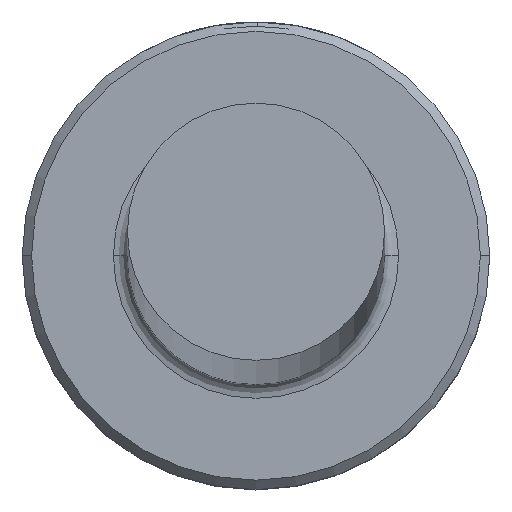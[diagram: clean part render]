
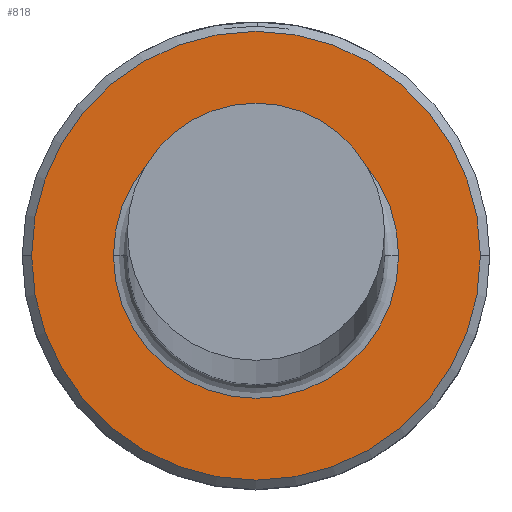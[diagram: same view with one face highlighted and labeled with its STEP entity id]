
A CAD part, top view. The second image highlights one B-rep face of the part: STEP entity #818.
In plain terms, the highlighted planar face has unit normal (0, 0, 1).
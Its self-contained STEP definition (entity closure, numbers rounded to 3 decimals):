
#35 = EDGE_CURVE ( 'NONE', #1012, #961, #619, .T. ) ;
#60 = DIRECTION ( 'NONE',  ( 1., 0., 0. ) ) ;
#61 = CIRCLE ( 'NONE', #441, 4.8 ) ;
#75 = CIRCLE ( 'NONE', #335, 3.05 ) ;
#84 = AXIS2_PLACEMENT_3D ( 'NONE', #833, #313, #924 ) ;
#88 = CIRCLE ( 'NONE', #84, 3.05 ) ;
#131 = DIRECTION ( 'NONE',  ( 1., 0., 0. ) ) ;
#147 = CARTESIAN_POINT ( 'NONE',  ( 0., 0., 6. ) ) ;
#242 = DIRECTION ( 'NONE',  ( -1., 0., 0. ) ) ;
#298 = FACE_BOUND ( 'NONE', #354, .T. ) ;
#300 = CARTESIAN_POINT ( 'NONE',  ( -3.05, 0., 6. ) ) ;
#312 = AXIS2_PLACEMENT_3D ( 'NONE', #391, #655, #131 ) ;
#313 = DIRECTION ( 'NONE',  ( 0., 0., -1. ) ) ;
#335 = AXIS2_PLACEMENT_3D ( 'NONE', #147, #766, #242 ) ;
#345 = EDGE_CURVE ( 'NONE', #746, #1112, #88, .T. ) ;
#354 = EDGE_LOOP ( 'NONE', ( #526, #486 ) ) ;
#391 = CARTESIAN_POINT ( 'NONE',  ( 0., 0., 6. ) ) ;
#423 = EDGE_CURVE ( 'NONE', #1112, #746, #75, .T. ) ;
#441 = AXIS2_PLACEMENT_3D ( 'NONE', #1130, #595, #60 ) ;
#464 = DIRECTION ( 'NONE',  ( 1., 0., 0. ) ) ;
#468 = DIRECTION ( 'NONE',  ( 0., 0., 1. ) ) ;
#482 = EDGE_CURVE ( 'NONE', #961, #1012, #61, .T. ) ;
#486 = ORIENTED_EDGE ( 'NONE', *, *, #423, .T. ) ;
#526 = ORIENTED_EDGE ( 'NONE', *, *, #345, .T. ) ;
#543 = CARTESIAN_POINT ( 'NONE',  ( 4.8, 0., 6. ) ) ;
#544 = CARTESIAN_POINT ( 'NONE',  ( 0., 0., 6. ) ) ;
#595 = DIRECTION ( 'NONE',  ( 0., 0., 1. ) ) ;
#619 = CIRCLE ( 'NONE', #1068, 4.8 ) ;
#655 = DIRECTION ( 'NONE',  ( 0., 0., 1. ) ) ;
#746 = VERTEX_POINT ( 'NONE', #300 ) ;
#766 = DIRECTION ( 'NONE',  ( 0., 0., -1. ) ) ;
#796 = ORIENTED_EDGE ( 'NONE', *, *, #482, .T. ) ;
#818 = ADVANCED_FACE ( 'NONE', ( #997, #298 ), #825, .T. ) ;
#822 = CARTESIAN_POINT ( 'NONE',  ( -4.8, 0., 6. ) ) ;
#825 = PLANE ( 'NONE',  #312 ) ;
#833 = CARTESIAN_POINT ( 'NONE',  ( 0., 0., 6. ) ) ;
#858 = ORIENTED_EDGE ( 'NONE', *, *, #35, .T. ) ;
#924 = DIRECTION ( 'NONE',  ( -1., 0., 0. ) ) ;
#961 = VERTEX_POINT ( 'NONE', #543 ) ;
#987 = CARTESIAN_POINT ( 'NONE',  ( 3.05, 0., 6. ) ) ;
#997 = FACE_OUTER_BOUND ( 'NONE', #1043, .T. ) ;
#1012 = VERTEX_POINT ( 'NONE', #822 ) ;
#1043 = EDGE_LOOP ( 'NONE', ( #858, #796 ) ) ;
#1068 = AXIS2_PLACEMENT_3D ( 'NONE', #544, #468, #464 ) ;
#1112 = VERTEX_POINT ( 'NONE', #987 ) ;
#1130 = CARTESIAN_POINT ( 'NONE',  ( 0., 0., 6. ) ) ;
